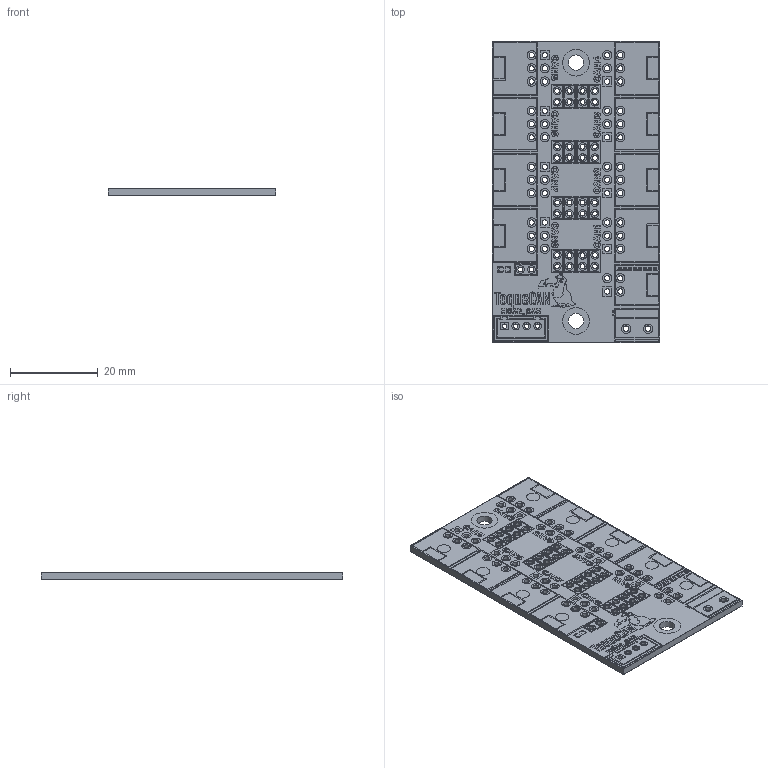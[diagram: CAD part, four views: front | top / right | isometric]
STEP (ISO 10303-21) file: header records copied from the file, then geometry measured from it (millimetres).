
FILE_DESCRIPTION(('KiCad electronic assembly'),'2;1');
FILE_NAME('moar_can.step','2025-12-23T21:43:59',('Pcbnew'),('Kicad'), 'Open CASCADE STEP processor 7.8','KiCad to STEP converter','Unknown' );
FILE_SCHEMA(('AUTOMOTIVE_DESIGN { 1 0 10303 214 1 1 1 1 }'));
Length unit declared in the file: millimetre
Products named in the file (4): moar_can 1; unbenannt_silkscreen; unbenannt_soldermask; unbenannt_PCB
Assembly tree (3 placements, depth 2):
  moar_can 1
    unbenannt_silkscreen
    unbenannt_soldermask
    unbenannt_PCB
Bounding box: 38.2 x 68.7 x 1.66 mm (x, y, z)
Volume: 3691.2 mm3; surface area: 10710.9 mm2
Topology: 1 solids, 97 shells, 205 faces, 2901 edges, 2793 vertices
Faces by surface type: cylinder 103, plane 102
Full cylindrical faces by diameter (mm): 1 x4, 1.101 x34, 1.2 x52, 1.301 x2, 3 x9, 3.501 x2
Entity records: 27726 total; most frequent: CARTESIAN_POINT 5903, DIRECTION 4033, ORIENTED_EDGE 3222, EDGE_CURVE 2901, VERTEX_POINT 2793, LINE 2187, VECTOR 2187, AXIS2_PLACEMENT_3D 923
